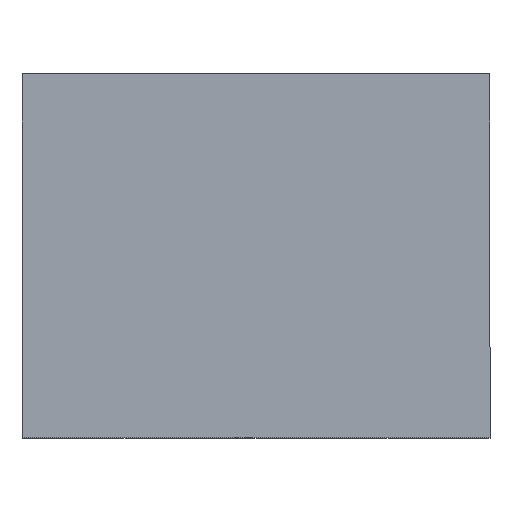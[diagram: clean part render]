
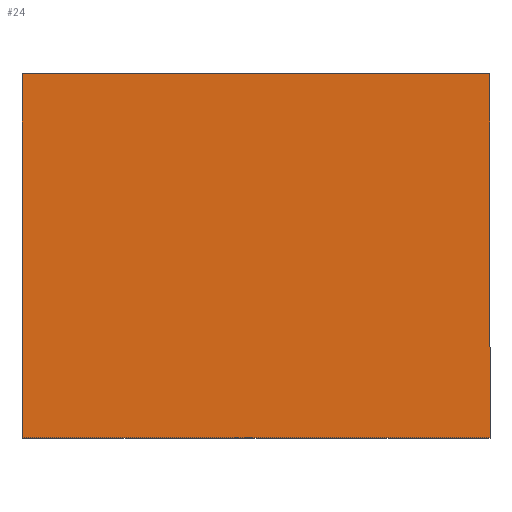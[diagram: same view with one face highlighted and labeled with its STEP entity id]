
A CAD part, top view. The second image highlights one B-rep face of the part: STEP entity #24.
In plain terms, the highlighted planar face has unit normal (0, 0, 1).
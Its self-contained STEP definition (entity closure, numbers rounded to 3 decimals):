
#24 = ADVANCED_FACE ( 'NONE', ( #15606 ), #9298, .T. ) ;
#298 = CARTESIAN_POINT ( 'NONE',  ( 0., 0., 0. ) ) ;
#492 = VECTOR ( 'NONE', #7754, 1000. ) ;
#871 = ORIENTED_EDGE ( 'NONE', *, *, #1930, .T. ) ;
#1417 = LINE ( 'NONE', #5207, #492 ) ;
#1488 = DIRECTION ( 'NONE',  ( 1., 0., 0. ) ) ;
#1930 = EDGE_CURVE ( 'NONE', #8483, #12437, #5140, .T. ) ;
#2554 = VECTOR ( 'NONE', #6475, 1000. ) ;
#3067 = EDGE_CURVE ( 'NONE', #14135, #8483, #1417, .T. ) ;
#3984 = VECTOR ( 'NONE', #5378, 1000. ) ;
#4092 = DIRECTION ( 'NONE',  ( 0., 0., 1. ) ) ;
#4704 = CARTESIAN_POINT ( 'NONE',  ( -7.85, 6.1, 0. ) ) ;
#5140 = LINE ( 'NONE', #13111, #3984 ) ;
#5207 = CARTESIAN_POINT ( 'NONE',  ( 7.85, 6.1, 0. ) ) ;
#5378 = DIRECTION ( 'NONE',  ( -1., 0., 0. ) ) ;
#5437 = CARTESIAN_POINT ( 'NONE',  ( -7.85, 6.1, 0. ) ) ;
#6475 = DIRECTION ( 'NONE',  ( 0., -1., 0. ) ) ;
#6481 = CARTESIAN_POINT ( 'NONE',  ( -7.85, -6.1, 0. ) ) ;
#7388 = VERTEX_POINT ( 'NONE', #11831 ) ;
#7754 = DIRECTION ( 'NONE',  ( 0., 1., 0. ) ) ;
#7997 = LINE ( 'NONE', #6481, #12854 ) ;
#8483 = VERTEX_POINT ( 'NONE', #14030 ) ;
#9298 = PLANE ( 'NONE',  #12501 ) ;
#10423 = LINE ( 'NONE', #5437, #2554 ) ;
#10725 = EDGE_LOOP ( 'NONE', ( #11617, #14402, #11997, #871 ) ) ;
#11617 = ORIENTED_EDGE ( 'NONE', *, *, #15374, .T. ) ;
#11831 = CARTESIAN_POINT ( 'NONE',  ( -7.85, -6.1, 0. ) ) ;
#11887 = DIRECTION ( 'NONE',  ( 1., 0., 0. ) ) ;
#11997 = ORIENTED_EDGE ( 'NONE', *, *, #3067, .T. ) ;
#12070 = EDGE_CURVE ( 'NONE', #7388, #14135, #7997, .T. ) ;
#12437 = VERTEX_POINT ( 'NONE', #4704 ) ;
#12501 = AXIS2_PLACEMENT_3D ( 'NONE', #298, #4092, #11887 ) ;
#12854 = VECTOR ( 'NONE', #1488, 1000. ) ;
#13111 = CARTESIAN_POINT ( 'NONE',  ( -7.85, 6.1, 0. ) ) ;
#14030 = CARTESIAN_POINT ( 'NONE',  ( 7.85, 6.1, 0. ) ) ;
#14135 = VERTEX_POINT ( 'NONE', #16496 ) ;
#14402 = ORIENTED_EDGE ( 'NONE', *, *, #12070, .T. ) ;
#15374 = EDGE_CURVE ( 'NONE', #12437, #7388, #10423, .T. ) ;
#15606 = FACE_OUTER_BOUND ( 'NONE', #10725, .T. ) ;
#16496 = CARTESIAN_POINT ( 'NONE',  ( 7.85, -6.1, 0. ) ) ;
